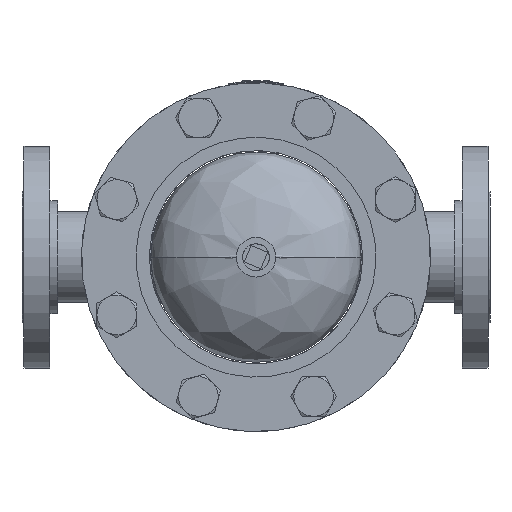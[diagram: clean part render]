
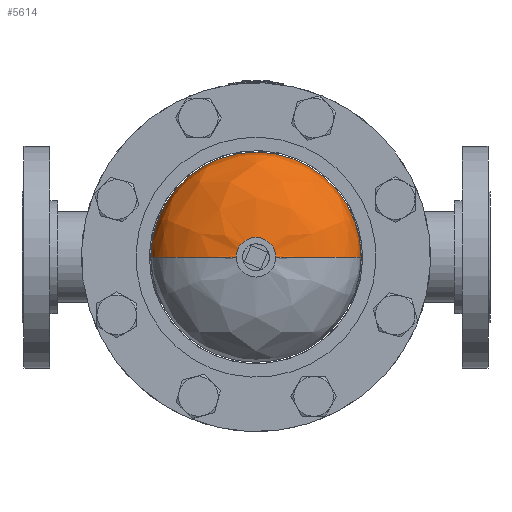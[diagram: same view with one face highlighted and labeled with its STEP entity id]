
A CAD part, front view. The second image highlights one B-rep face of the part: STEP entity #5614.
In plain terms, the highlighted free-form (B-spline) face has degree [3, 3] with [4, 4] control points.
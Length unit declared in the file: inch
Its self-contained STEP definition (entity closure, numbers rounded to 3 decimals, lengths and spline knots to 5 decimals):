
#38 = CARTESIAN_POINT ( 'NONE',  ( 0.46875, 3.48192, 0. ) ) ;
#167 = CARTESIAN_POINT ( 'NONE',  ( 0., 1.70375, 0. ) ) ;
#294 = ORIENTED_EDGE ( 'NONE', *, *, #11555, .F. ) ;
#971 = CARTESIAN_POINT ( 'NONE',  ( 0.46875, 3.48192, 0. ) ) ;
#1293 = DIRECTION ( 'NONE',  ( 0., 1., 0. ) ) ;
#1558 = CARTESIAN_POINT ( 'NONE',  ( 0.46875, 3.48192, 0. ) ) ;
#1719 = CARTESIAN_POINT ( 'NONE',  ( 2.17997, 3.34928, -4.35994 ) ) ;
#1909 = VERTEX_POINT ( 'NONE', #8858 ) ;
#2373 = EDGE_CURVE ( 'NONE', #5621, #13550, #10735, .T. ) ;
#2443 = ORIENTED_EDGE ( 'NONE', *, *, #3151, .F. ) ;
#2521 = CARTESIAN_POINT ( 'NONE',  ( -2.17997, 3.34928, 0. ) ) ;
#2710 = CARTESIAN_POINT ( 'NONE',  ( 3.3125, 2.64111, 0. ) ) ;
#2795 = CARTESIAN_POINT ( 'NONE',  ( 3.3125, 1.70375, 0. ) ) ;
#2981 = FACE_OUTER_BOUND ( 'NONE', #14373, .T. ) ;
#3066 = CARTESIAN_POINT ( 'NONE',  ( -0.46875, 3.48192, 0. ) ) ;
#3151 = EDGE_CURVE ( 'NONE', #5177, #5621, #6613, .T. ) ;
#3236 = ORIENTED_EDGE ( 'NONE', *, *, #2373, .F. ) ;
#3410 = AXIS2_PLACEMENT_3D ( 'NONE', #3805, #1293, #17518 ) ;
#3805 = CARTESIAN_POINT ( 'NONE',  ( 0., 3.48192, 0. ) ) ;
#3997 = CIRCLE ( 'NONE', #3410, 0.46875 ) ;
#4426 = CARTESIAN_POINT ( 'NONE',  ( -3.3125, 2.64111, -6.625 ) ) ;
#4517 = CARTESIAN_POINT ( 'NONE',  ( -2.17997, 3.34928, 0. ) ) ;
#4659 = DIRECTION ( 'NONE',  ( 0., 1., 0. ) ) ;
#4917 = CARTESIAN_POINT ( 'NONE',  ( 0., 3.48192, -0.46875 ) ) ;
#5177 = VERTEX_POINT ( 'NONE', #6316 ) ;
#5515 = CARTESIAN_POINT ( 'NONE',  ( -3.3125, 1.70375, -6.625 ) ) ;
#5614 = ADVANCED_FACE ( 'NONE', ( #2981 ), #8872, .T. ) ;
#5621 = VERTEX_POINT ( 'NONE', #13835 ) ;
#6019 = EDGE_CURVE ( 'NONE', #17566, #1909, #3997, .T. ) ;
#6316 = CARTESIAN_POINT ( 'NONE',  ( -3.3125, 1.70375, 0. ) ) ;
#6364 = DIRECTION ( 'NONE',  ( 1., 0., 0. ) ) ;
#6613 = CIRCLE ( 'NONE', #13260, 3.3125 ) ;
#7054 = CARTESIAN_POINT ( 'NONE',  ( 2.17997, 3.34928, 0. ) ) ;
#8539 = DIRECTION ( 'NONE',  ( 1., 0., 0. ) ) ;
#8858 = CARTESIAN_POINT ( 'NONE',  ( -0.46875, 3.48192, 0. ) ) ;
#8872 =( BOUNDED_SURFACE ( )  B_SPLINE_SURFACE ( 3, 3, ( 
 ( #12398, #5515, #15440, #2795 ),
 ( #12565, #4426, #16609, #2710 ),
 ( #4517, #16527, #1719, #7054 ),
 ( #3066, #11126, #15171, #38 ) ),
 .UNSPECIFIED., .F., .F., .T. ) 
 B_SPLINE_SURFACE_WITH_KNOTS ( ( 4, 4 ),
 ( 4, 4 ),
 ( 0., 1. ),
 ( 0., 1. ),
 .UNSPECIFIED. ) 
 GEOMETRIC_REPRESENTATION_ITEM ( )  RATIONAL_B_SPLINE_SURFACE ( (
 ( 1., 0.333, 0.333, 1.),
 ( 0.837, 0.279, 0.279, 0.837),
 ( 0.837, 0.279, 0.279, 0.837),
 ( 1., 0.333, 0.333, 1.) ) ) 
 REPRESENTATION_ITEM ( '' )  SURFACE ( )  );
#9669 = ORIENTED_EDGE ( 'NONE', *, *, #15412, .T. ) ;
#9971 = CARTESIAN_POINT ( 'NONE',  ( 3.3125, 2.64111, 0. ) ) ;
#10059 = CARTESIAN_POINT ( 'NONE',  ( 3.3125, 1.70375, 0. ) ) ;
#10157 =( BOUNDED_CURVE ( )  B_SPLINE_CURVE ( 3, ( #15634, #10322, #2521, #16427 ),
 .UNSPECIFIED., .F., .F. ) 
 B_SPLINE_CURVE_WITH_KNOTS ( ( 4, 4 ),
 ( 0., 1.42881 ),
 .UNSPECIFIED. ) 
 CURVE ( )  GEOMETRIC_REPRESENTATION_ITEM ( )  RATIONAL_B_SPLINE_CURVE ( ( 1., 0.837, 0.837, 1. ) ) 
 REPRESENTATION_ITEM ( '' )  );
#10322 = CARTESIAN_POINT ( 'NONE',  ( -3.3125, 2.64111, 0. ) ) ;
#10648 = AXIS2_PLACEMENT_3D ( 'NONE', #12969, #4659, #6364 ) ;
#10735 =( BOUNDED_CURVE ( )  B_SPLINE_CURVE ( 3, ( #10059, #9971, #12850, #1558 ),
 .UNSPECIFIED., .F., .F. ) 
 B_SPLINE_CURVE_WITH_KNOTS ( ( 4, 4 ),
 ( 0., 1.42881 ),
 .UNSPECIFIED. ) 
 CURVE ( )  GEOMETRIC_REPRESENTATION_ITEM ( )  RATIONAL_B_SPLINE_CURVE ( ( 1., 0.837, 0.837, 1. ) ) 
 REPRESENTATION_ITEM ( '' )  );
#11126 = CARTESIAN_POINT ( 'NONE',  ( -0.46875, 3.48192, -0.9375 ) ) ;
#11555 = EDGE_CURVE ( 'NONE', #13550, #17566, #16096, .T. ) ;
#12398 = CARTESIAN_POINT ( 'NONE',  ( -3.3125, 1.70375, 0. ) ) ;
#12565 = CARTESIAN_POINT ( 'NONE',  ( -3.3125, 2.64111, 0. ) ) ;
#12850 = CARTESIAN_POINT ( 'NONE',  ( 2.17997, 3.34928, 0. ) ) ;
#12969 = CARTESIAN_POINT ( 'NONE',  ( 0., 3.48192, 0. ) ) ;
#13260 = AXIS2_PLACEMENT_3D ( 'NONE', #167, #14146, #8539 ) ;
#13550 = VERTEX_POINT ( 'NONE', #971 ) ;
#13835 = CARTESIAN_POINT ( 'NONE',  ( 3.3125, 1.70375, 0. ) ) ;
#14146 = DIRECTION ( 'NONE',  ( 0., -1., 0. ) ) ;
#14373 = EDGE_LOOP ( 'NONE', ( #2443, #9669, #15420, #294, #3236 ) ) ;
#15171 = CARTESIAN_POINT ( 'NONE',  ( 0.46875, 3.48192, -0.9375 ) ) ;
#15412 = EDGE_CURVE ( 'NONE', #5177, #1909, #10157, .T. ) ;
#15420 = ORIENTED_EDGE ( 'NONE', *, *, #6019, .F. ) ;
#15440 = CARTESIAN_POINT ( 'NONE',  ( 3.3125, 1.70375, -6.625 ) ) ;
#15634 = CARTESIAN_POINT ( 'NONE',  ( -3.3125, 1.70375, 0. ) ) ;
#16096 = CIRCLE ( 'NONE', #10648, 0.46875 ) ;
#16427 = CARTESIAN_POINT ( 'NONE',  ( -0.46875, 3.48192, 0. ) ) ;
#16527 = CARTESIAN_POINT ( 'NONE',  ( -2.17997, 3.34928, -4.35994 ) ) ;
#16609 = CARTESIAN_POINT ( 'NONE',  ( 3.3125, 2.64111, -6.625 ) ) ;
#17518 = DIRECTION ( 'NONE',  ( 1., 0., 0. ) ) ;
#17566 = VERTEX_POINT ( 'NONE', #4917 ) ;
